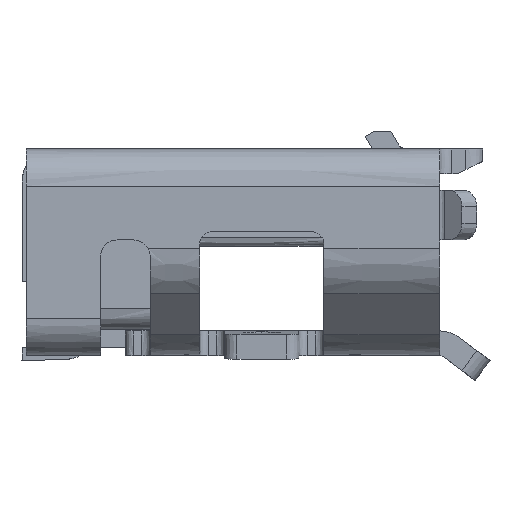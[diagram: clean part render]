
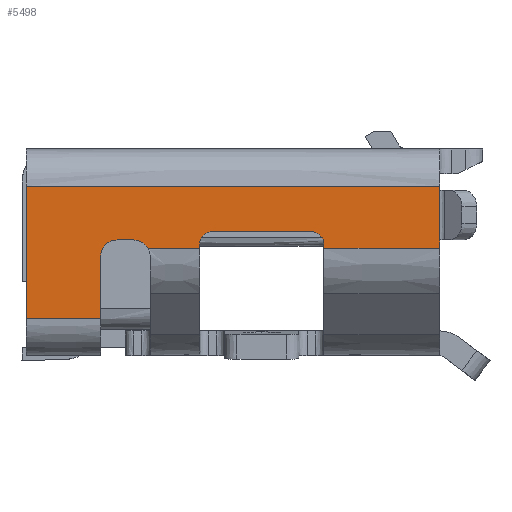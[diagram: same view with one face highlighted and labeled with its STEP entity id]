
A CAD part, left-side view. The second image highlights one B-rep face of the part: STEP entity #5498.
In plain terms, the highlighted free-form (B-spline) face has degree [1, 1] with [2, 2] control points.
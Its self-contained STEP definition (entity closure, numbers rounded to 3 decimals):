
#5498 = ADVANCED_FACE('',(#5499),#5641,.T.);
#5499 = FACE_BOUND('',#5500,.T.);
#5500 = EDGE_LOOP('',(#5501,#5512,#5520,#5528,#5536,#5544,#5552,#5560,
    #5568,#5576,#5584,#5593,#5601,#5610,#5618,#5626,#5635));
#5501 = ORIENTED_EDGE('',*,*,#5502,.F.);
#5502 = EDGE_CURVE('',#5503,#5505,#5507,.T.);
#5503 = VERTEX_POINT('',#5504);
#5504 = CARTESIAN_POINT('',(-3.749,1.98,
    1.199));
#5505 = VERTEX_POINT('',#5506);
#5506 = CARTESIAN_POINT('',(-3.749,1.78,1.399
    ));
#5507 = CIRCLE('',#5508,0.2);
#5508 = AXIS2_PLACEMENT_3D('',#5509,#5510,#5511);
#5509 = CARTESIAN_POINT('',(-3.749,1.78,1.199
    ));
#5510 = DIRECTION('',(1.,0.,0.));
#5511 = DIRECTION('',(0.,1.,0.));
#5512 = ORIENTED_EDGE('',*,*,#5513,.F.);
#5513 = EDGE_CURVE('',#5514,#5503,#5516,.T.);
#5514 = VERTEX_POINT('',#5515);
#5515 = CARTESIAN_POINT('',(-3.749,1.98,0.449
    ));
#5516 = LINE('',#5517,#5518);
#5517 = CARTESIAN_POINT('',(-3.749,1.98,0.449
    ));
#5518 = VECTOR('',#5519,1.);
#5519 = DIRECTION('',(0.,0.,
    1.));
#5520 = ORIENTED_EDGE('',*,*,#5521,.F.);
#5521 = EDGE_CURVE('',#5522,#5514,#5524,.T.);
#5522 = VERTEX_POINT('',#5523);
#5523 = CARTESIAN_POINT('',(-3.749,2.88,
    0.449));
#5524 = LINE('',#5525,#5526);
#5525 = CARTESIAN_POINT('',(-3.749,2.88,0.449
    ));
#5526 = VECTOR('',#5527,1.);
#5527 = DIRECTION('',(0.,-1.,0.));
#5528 = ORIENTED_EDGE('',*,*,#5529,.F.);
#5529 = EDGE_CURVE('',#5530,#5522,#5532,.T.);
#5530 = VERTEX_POINT('',#5531);
#5531 = CARTESIAN_POINT('',(-3.749,2.88,
    2.049));
#5532 = LINE('',#5533,#5534);
#5533 = CARTESIAN_POINT('',(-3.749,2.88,2.049
    ));
#5534 = VECTOR('',#5535,1.);
#5535 = DIRECTION('',(0.,0.,-1.));
#5536 = ORIENTED_EDGE('',*,*,#5537,.F.);
#5537 = EDGE_CURVE('',#5538,#5530,#5540,.T.);
#5538 = VERTEX_POINT('',#5539);
#5539 = CARTESIAN_POINT('',(-3.749,-2.12,
    2.049));
#5540 = LINE('',#5541,#5542);
#5541 = CARTESIAN_POINT('',(-3.749,-2.12,
    2.049));
#5542 = VECTOR('',#5543,1.);
#5543 = DIRECTION('',(0.,1.,0.));
#5544 = ORIENTED_EDGE('',*,*,#5545,.F.);
#5545 = EDGE_CURVE('',#5546,#5538,#5548,.T.);
#5546 = VERTEX_POINT('',#5547);
#5547 = CARTESIAN_POINT('',(-3.749,-2.12,
    1.999));
#5548 = LINE('',#5549,#5550);
#5549 = CARTESIAN_POINT('',(-3.749,-2.12,
    1.999));
#5550 = VECTOR('',#5551,1.);
#5551 = DIRECTION('',(0.,0.,
    1.));
#5552 = ORIENTED_EDGE('',*,*,#5553,.T.);
#5553 = EDGE_CURVE('',#5546,#5554,#5556,.T.);
#5554 = VERTEX_POINT('',#5555);
#5555 = CARTESIAN_POINT('',(-3.749,-2.12,
    1.399));
#5556 = LINE('',#5557,#5558);
#5557 = CARTESIAN_POINT('',(-3.749,-2.12,
    1.999));
#5558 = VECTOR('',#5559,1.);
#5559 = DIRECTION('',(0.,0.,-1.));
#5560 = ORIENTED_EDGE('',*,*,#5561,.F.);
#5561 = EDGE_CURVE('',#5562,#5554,#5564,.T.);
#5562 = VERTEX_POINT('',#5563);
#5563 = CARTESIAN_POINT('',(-3.749,-2.12,
    1.297));
#5564 = LINE('',#5565,#5566);
#5565 = CARTESIAN_POINT('',(-3.749,-2.12,
    1.297));
#5566 = VECTOR('',#5567,1.);
#5567 = DIRECTION('',(0.,0.,
    1.));
#5568 = ORIENTED_EDGE('',*,*,#5569,.F.);
#5569 = EDGE_CURVE('',#5570,#5562,#5572,.T.);
#5570 = VERTEX_POINT('',#5571);
#5571 = CARTESIAN_POINT('',(-3.749,-0.72,
    1.297));
#5572 = LINE('',#5573,#5574);
#5573 = CARTESIAN_POINT('',(-3.749,-0.72,
    1.297));
#5574 = VECTOR('',#5575,1.);
#5575 = DIRECTION('',(0.,-1.,0.));
#5576 = ORIENTED_EDGE('',*,*,#5577,.T.);
#5577 = EDGE_CURVE('',#5570,#5578,#5580,.T.);
#5578 = VERTEX_POINT('',#5579);
#5579 = CARTESIAN_POINT('',(-3.749,-0.72,
    1.349));
#5580 = LINE('',#5581,#5582);
#5581 = CARTESIAN_POINT('',(-3.749,-0.72,
    1.297));
#5582 = VECTOR('',#5583,1.);
#5583 = DIRECTION('',(0.,0.,
    1.));
#5584 = ORIENTED_EDGE('',*,*,#5585,.F.);
#5585 = EDGE_CURVE('',#5586,#5578,#5588,.T.);
#5586 = VERTEX_POINT('',#5587);
#5587 = CARTESIAN_POINT('',(-3.749,-0.57,
    1.499));
#5588 = CIRCLE('',#5589,0.15);
#5589 = AXIS2_PLACEMENT_3D('',#5590,#5591,#5592);
#5590 = CARTESIAN_POINT('',(-3.749,-0.57,
    1.349));
#5591 = DIRECTION('',(1.,0.,0.));
#5592 = DIRECTION('',(0.,0.,1.));
#5593 = ORIENTED_EDGE('',*,*,#5594,.T.);
#5594 = EDGE_CURVE('',#5586,#5595,#5597,.T.);
#5595 = VERTEX_POINT('',#5596);
#5596 = CARTESIAN_POINT('',(-3.749,0.63,
    1.499));
#5597 = LINE('',#5598,#5599);
#5598 = CARTESIAN_POINT('',(-3.749,-0.57,
    1.499));
#5599 = VECTOR('',#5600,1.);
#5600 = DIRECTION('',(0.,1.,0.));
#5601 = ORIENTED_EDGE('',*,*,#5602,.F.);
#5602 = EDGE_CURVE('',#5603,#5595,#5605,.T.);
#5603 = VERTEX_POINT('',#5604);
#5604 = CARTESIAN_POINT('',(-3.749,0.78,
    1.349));
#5605 = CIRCLE('',#5606,0.15);
#5606 = AXIS2_PLACEMENT_3D('',#5607,#5608,#5609);
#5607 = CARTESIAN_POINT('',(-3.749,0.63,1.349
    ));
#5608 = DIRECTION('',(1.,0.,0.));
#5609 = DIRECTION('',(0.,1.,0.));
#5610 = ORIENTED_EDGE('',*,*,#5611,.F.);
#5611 = EDGE_CURVE('',#5612,#5603,#5614,.T.);
#5612 = VERTEX_POINT('',#5613);
#5613 = CARTESIAN_POINT('',(-3.749,0.78,
    1.297));
#5614 = LINE('',#5615,#5616);
#5615 = CARTESIAN_POINT('',(-3.749,0.78,1.297
    ));
#5616 = VECTOR('',#5617,1.);
#5617 = DIRECTION('',(0.,0.,
    1.));
#5618 = ORIENTED_EDGE('',*,*,#5619,.F.);
#5619 = EDGE_CURVE('',#5620,#5612,#5622,.T.);
#5620 = VERTEX_POINT('',#5621);
#5621 = CARTESIAN_POINT('',(-3.749,1.406,1.297
    ));
#5622 = LINE('',#5623,#5624);
#5623 = CARTESIAN_POINT('',(-3.749,1.406,1.297
    ));
#5624 = VECTOR('',#5625,1.);
#5625 = DIRECTION('',(0.,-1.,0.));
#5626 = ORIENTED_EDGE('',*,*,#5627,.F.);
#5627 = EDGE_CURVE('',#5628,#5620,#5630,.T.);
#5628 = VERTEX_POINT('',#5629);
#5629 = CARTESIAN_POINT('',(-3.749,1.58,1.399
    ));
#5630 = CIRCLE('',#5631,0.2);
#5631 = AXIS2_PLACEMENT_3D('',#5632,#5633,#5634);
#5632 = CARTESIAN_POINT('',(-3.749,1.58,1.199
    ));
#5633 = DIRECTION('',(1.,0.,0.));
#5634 = DIRECTION('',(0.,0.,1.));
#5635 = ORIENTED_EDGE('',*,*,#5636,.T.);
#5636 = EDGE_CURVE('',#5628,#5505,#5637,.T.);
#5637 = LINE('',#5638,#5639);
#5638 = CARTESIAN_POINT('',(-3.749,1.58,1.399
    ));
#5639 = VECTOR('',#5640,1.);
#5640 = DIRECTION('',(0.,1.,0.));
#5641 = B_SPLINE_SURFACE_WITH_KNOTS('',1,1,(
    (#5642,#5643)
    ,(#5644,#5645
  )),.UNSPECIFIED.,.F.,.F.,.F.,(2,2),(2,2),(-0.832,0.832),(-2.6,2.6),
  .PIECEWISE_BEZIER_KNOTS.);
#5642 = CARTESIAN_POINT('',(-3.749,2.98,0.417
    ));
#5643 = CARTESIAN_POINT('',(-3.749,-2.22,
    0.417));
#5644 = CARTESIAN_POINT('',(-3.749,2.98,2.081
    ));
#5645 = CARTESIAN_POINT('',(-3.749,-2.22,
    2.081));
